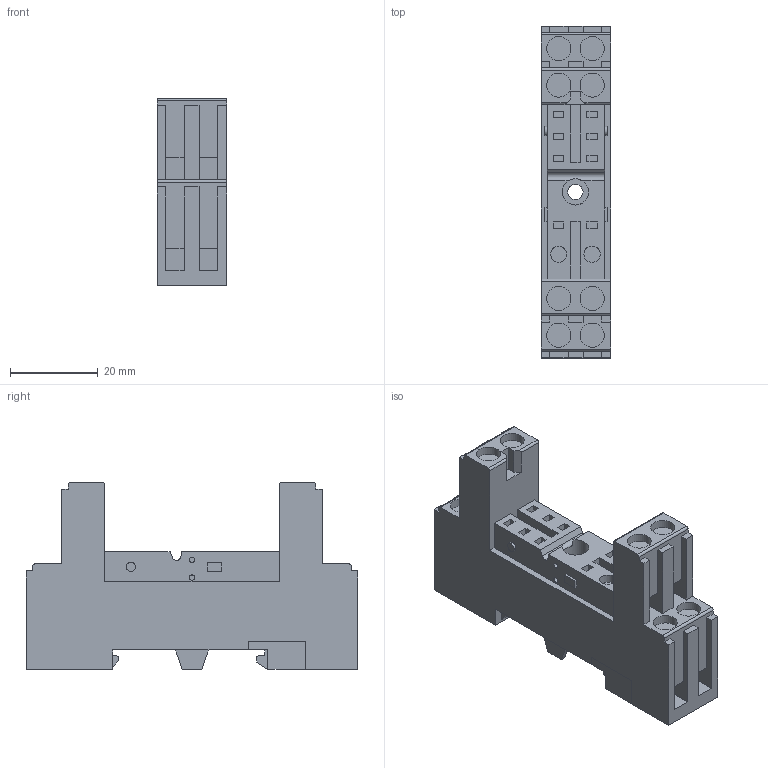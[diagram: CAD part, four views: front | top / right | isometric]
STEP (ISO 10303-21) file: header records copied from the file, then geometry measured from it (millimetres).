
FILE_DESCRIPTION(/* description */ (''),/* implementation_level */ '2;1');
FILE_NAME(/* name */ '3d_HR5XS22.stp',/* time_stamp */ '2018-11-13T08:10:27+01:00',/* author */ ('Andrzej'),/* organization */ (''),/* preprocessor_version */ 'ST-DEVELOPER v16.13',/* originating_system */ 'AutoCAD Mechanical',/* authorisation */ '');
FILE_SCHEMA (('AUTOMOTIVE_DESIGN { 1 0 10303 214 3 1 1 }'));
Length unit declared in the file: millimetre
Products named in the file (1): Product
Bounding box: 15.8 x 75.6 x 42.7 mm (x, y, z)
Volume: 29942 mm3; surface area: 11974.2 mm2
Topology: 4 solids, 4 shells, 237 faces, 761 edges, 718 vertices
Faces by surface type: plane 209, cylinder 28
Full cylindrical faces by diameter (mm): 1.2 x4, 2.1 x2, 3.5 x1, 3.7 x2, 5.5 x8, 6 x1
Entity records: 8323 total; most frequent: CARTESIAN_POINT 1743, DIRECTION 1301, ORIENTED_EDGE 1162, LINE 663, VECTOR 663, EDGE_CURVE 581, VERTEX_POINT 398, AXIS2_PLACEMENT_3D 319
